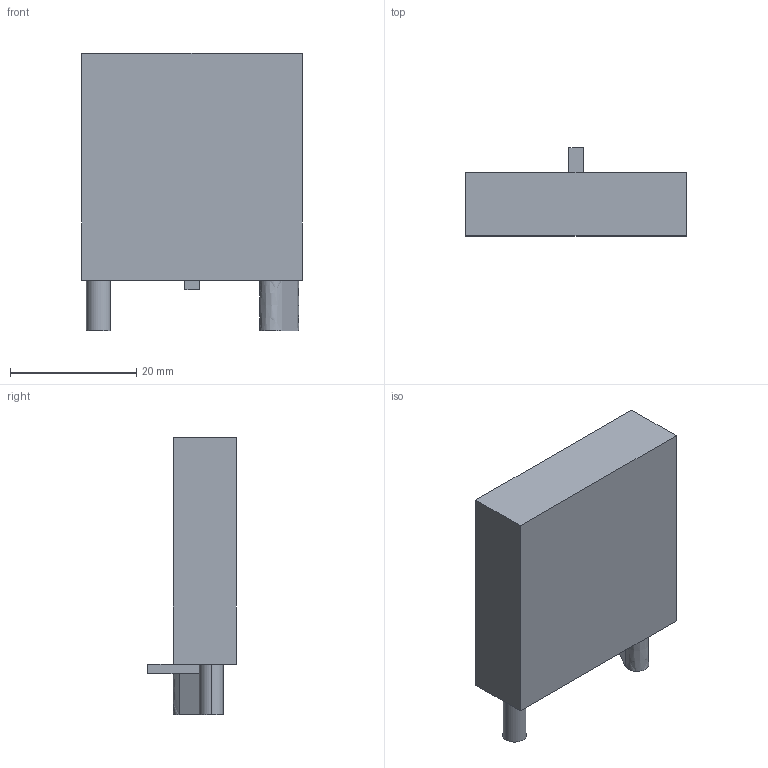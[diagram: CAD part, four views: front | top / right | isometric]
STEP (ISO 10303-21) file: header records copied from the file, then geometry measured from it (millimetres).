
FILE_DESCRIPTION(('CATIA V5R19 STEP'),'2;1');
FILE_NAME ('6839940_2', '2015-01-28T10:13:18+00:00', ('Weidmueller Interface'), ('Weidmueller'), 'CATIA Version 5 Release 20 SP 5 (IN-10)', 'CATIA V5 STEP AP214', 'none');
FILE_SCHEMA(('AUTOMOTIVE_DESIGN { 1 0 10303 214 1 1 1 1 }'));
Length unit declared in the file: millimetre
Products named in the file (1): 1174650000
Bounding box: 35 x 14 x 44 mm (x, y, z)
Volume: 12965 mm3; surface area: 4266 mm2
Topology: 1 solids, 1 shells, 20 faces, 46 edges, 30 vertices
Faces by surface type: plane 16, extrusion 2, cylinder 2
Entity records: 749 total; most frequent: CARTESIAN_POINT 152, ORIENTED_EDGE 92, DIRECTION 72, EDGE_CURVE 46, VECTOR 38, LINE 36, VERTEX_POINT 30, EDGE_LOOP 22
